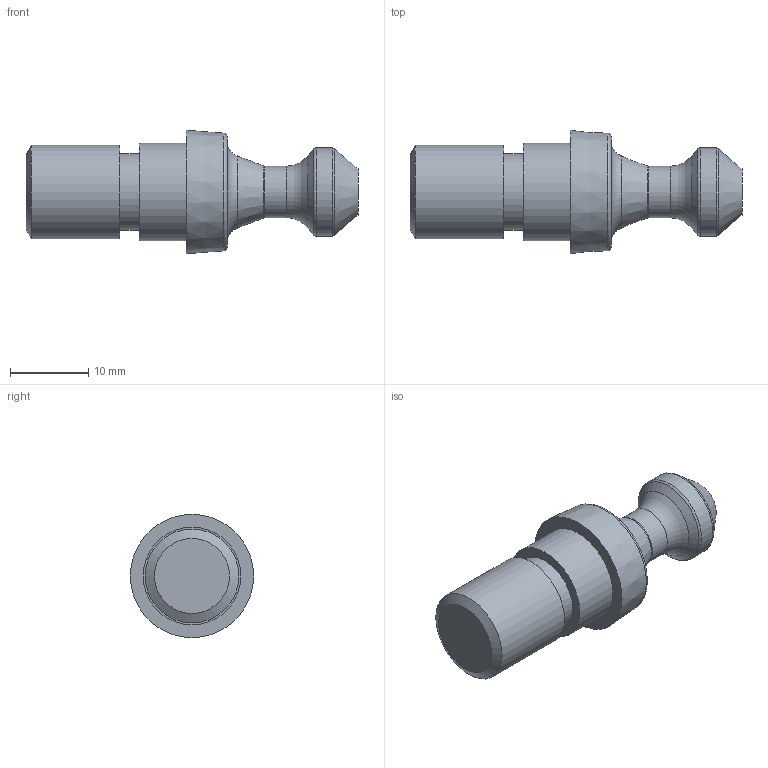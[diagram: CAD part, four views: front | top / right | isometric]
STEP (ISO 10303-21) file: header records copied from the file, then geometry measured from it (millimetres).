
FILE_DESCRIPTION(/* description */ (''),/* implementation_level */ '2;1');
FILE_NAME(/* name */ 'pullstud.stp',/* time_stamp */ '2008-12-29T21:12:45+02:00',/* author */ (''),/* organization */ (''),/* preprocessor_version */ 'ST-DEVELOPER v11',/* originating_system */ 'SIEMENS UGS NX 6.0',/* authorisation */ '');
FILE_SCHEMA (('AUTOMOTIVE_DESIGN { 1 0 10303 214 1 1 1 1 }'));
Length unit declared in the file: millimetre
Products named in the file (1): pullstud
Bounding box: 42.5 x 15.8 x 15.8 mm (x, y, z)
Volume: 4242.5 mm3; surface area: 1880.3 mm2
Topology: 1 solids, 1 shells, 22 faces, 54 edges, 52 vertices
Faces by surface type: plane 6, torus 6, cone 5, cylinder 5
Full cylindrical faces by diameter (mm): 6.6 x1, 9.85 x1, 11.3 x1, 12 x1, 12.5 x1
Entity records: 583 total; most frequent: DIRECTION 101, CARTESIAN_POINT 79, AXIS2_PLACEMENT_3D 44, EDGE_LOOP 42, ORIENTED_EDGE 42, FACE_BOUND 40, ADVANCED_FACE 22, VERTEX_POINT 21
